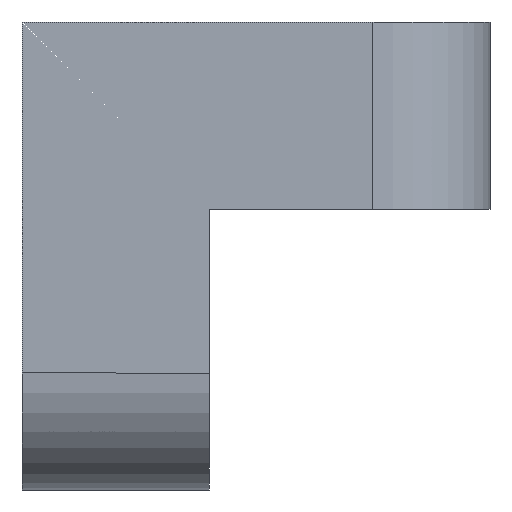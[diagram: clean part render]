
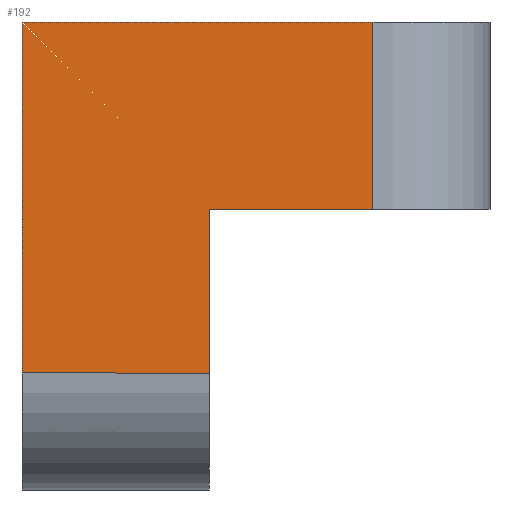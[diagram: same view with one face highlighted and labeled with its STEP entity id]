
A CAD part, front view. The second image highlights one B-rep face of the part: STEP entity #192.
In plain terms, the highlighted planar face has unit normal (0, -1, 0).
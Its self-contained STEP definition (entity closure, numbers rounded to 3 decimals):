
#6 = DIRECTION ( 'NONE',  ( 0., 0., 1. ) ) ;
#19 = CARTESIAN_POINT ( 'NONE',  ( 0., 0., 0. ) ) ;
#78 = CARTESIAN_POINT ( 'NONE',  ( 0., 0., -15. ) ) ;
#179 = CARTESIAN_POINT ( 'NONE',  ( 0., 0., 0. ) ) ;
#192 = ADVANCED_FACE ( 'NONE', ( #780 ), #1141, .T. ) ;
#198 = EDGE_CURVE ( 'NONE', #1593, #1643, #906, .T. ) ;
#224 = CARTESIAN_POINT ( 'NONE',  ( 8., 0., -20. ) ) ;
#285 = VECTOR ( 'NONE', #537, 1000. ) ;
#315 = DIRECTION ( 'NONE',  ( 0., 0., -1. ) ) ;
#355 = LINE ( 'NONE', #945, #646 ) ;
#397 = AXIS2_PLACEMENT_3D ( 'NONE', #1491, #1317, #315 ) ;
#475 = LINE ( 'NONE', #1912, #1509 ) ;
#537 = DIRECTION ( 'NONE',  ( 0., 0., -1. ) ) ;
#550 = EDGE_CURVE ( 'NONE', #1466, #1723, #475, .T. ) ;
#559 = VERTEX_POINT ( 'NONE', #78 ) ;
#570 = EDGE_CURVE ( 'NONE', #559, #830, #1286, .T. ) ;
#588 = DIRECTION ( 'NONE',  ( 1., 0., 0. ) ) ;
#646 = VECTOR ( 'NONE', #1772, 1000. ) ;
#668 = LINE ( 'NONE', #224, #285 ) ;
#731 = LINE ( 'NONE', #179, #1636 ) ;
#780 = FACE_OUTER_BOUND ( 'NONE', #1463, .T. ) ;
#813 = DIRECTION ( 'NONE',  ( -1., 0., 0. ) ) ;
#830 = VERTEX_POINT ( 'NONE', #1510 ) ;
#906 = LINE ( 'NONE', #1476, #1940 ) ;
#928 = CARTESIAN_POINT ( 'NONE',  ( 8., 0., -15. ) ) ;
#945 = CARTESIAN_POINT ( 'NONE',  ( 15., 0., 0. ) ) ;
#1114 = CARTESIAN_POINT ( 'NONE',  ( 15., 0., 0. ) ) ;
#1141 = PLANE ( 'NONE',  #397 ) ;
#1148 = ORIENTED_EDGE ( 'NONE', *, *, #1307, .F. ) ;
#1239 = CARTESIAN_POINT ( 'NONE',  ( 8., 0., -8. ) ) ;
#1286 = LINE ( 'NONE', #928, #1829 ) ;
#1292 = ORIENTED_EDGE ( 'NONE', *, *, #1667, .T. ) ;
#1307 = EDGE_CURVE ( 'NONE', #559, #1466, #731, .T. ) ;
#1317 = DIRECTION ( 'NONE',  ( 0., -1., 0. ) ) ;
#1420 = EDGE_CURVE ( 'NONE', #1643, #830, #668, .T. ) ;
#1463 = EDGE_LOOP ( 'NONE', ( #1148, #1789, #2032, #1812, #1292, #1697 ) ) ;
#1466 = VERTEX_POINT ( 'NONE', #19 ) ;
#1476 = CARTESIAN_POINT ( 'NONE',  ( 20., 0., -8. ) ) ;
#1491 = CARTESIAN_POINT ( 'NONE',  ( 0., 0., 0. ) ) ;
#1509 = VECTOR ( 'NONE', #1576, 1000. ) ;
#1510 = CARTESIAN_POINT ( 'NONE',  ( 8., 0., -15. ) ) ;
#1558 = CARTESIAN_POINT ( 'NONE',  ( 15., 0., -8. ) ) ;
#1576 = DIRECTION ( 'NONE',  ( 1., 0., 0. ) ) ;
#1593 = VERTEX_POINT ( 'NONE', #1558 ) ;
#1636 = VECTOR ( 'NONE', #6, 1000. ) ;
#1643 = VERTEX_POINT ( 'NONE', #1239 ) ;
#1667 = EDGE_CURVE ( 'NONE', #1593, #1723, #355, .T. ) ;
#1697 = ORIENTED_EDGE ( 'NONE', *, *, #550, .F. ) ;
#1723 = VERTEX_POINT ( 'NONE', #1114 ) ;
#1772 = DIRECTION ( 'NONE',  ( 0., 0., 1. ) ) ;
#1789 = ORIENTED_EDGE ( 'NONE', *, *, #570, .T. ) ;
#1812 = ORIENTED_EDGE ( 'NONE', *, *, #198, .F. ) ;
#1829 = VECTOR ( 'NONE', #588, 1000. ) ;
#1912 = CARTESIAN_POINT ( 'NONE',  ( 0., 0., 0. ) ) ;
#1940 = VECTOR ( 'NONE', #813, 1000. ) ;
#2032 = ORIENTED_EDGE ( 'NONE', *, *, #1420, .F. ) ;
